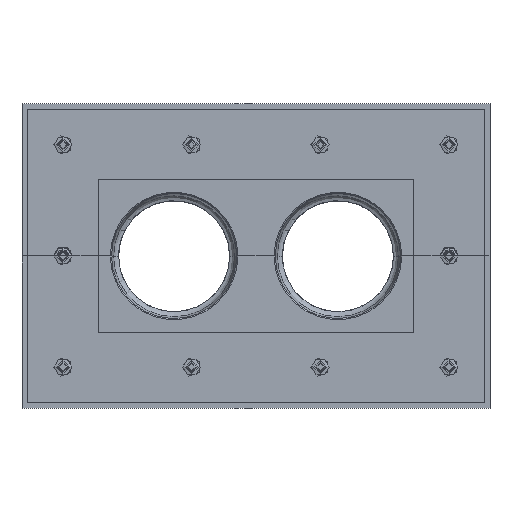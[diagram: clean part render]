
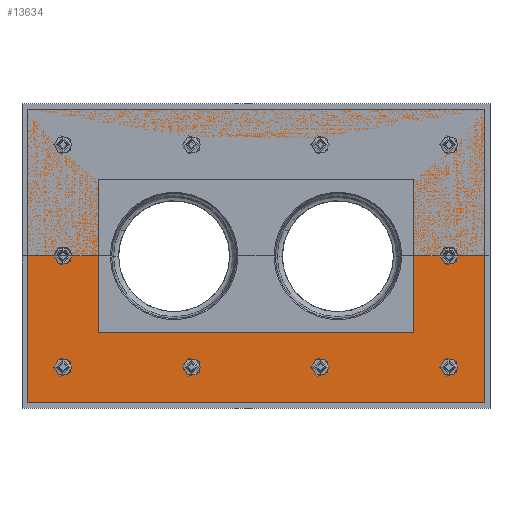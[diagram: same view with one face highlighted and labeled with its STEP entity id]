
A CAD part, top view. The second image highlights one B-rep face of the part: STEP entity #13634.
In plain terms, the highlighted planar face has unit normal (0, 0, 1).
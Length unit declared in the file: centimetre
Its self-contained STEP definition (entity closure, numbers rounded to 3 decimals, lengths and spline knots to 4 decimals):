
#1318=FACE_BOUND('',#6427,.T.);
#1319=FACE_BOUND('',#6428,.T.);
#1320=FACE_BOUND('',#6429,.T.);
#1321=FACE_BOUND('',#6430,.T.);
#1322=FACE_BOUND('',#6431,.T.);
#1323=FACE_BOUND('',#6432,.T.);
#1324=FACE_BOUND('',#6433,.T.);
#1325=FACE_BOUND('',#6434,.T.);
#1326=FACE_BOUND('',#6435,.T.);
#1327=FACE_BOUND('',#6436,.T.);
#1328=FACE_BOUND('',#6437,.T.);
#2987=LINE('',#22025,#4217);
#2990=LINE('',#22031,#4220);
#2993=LINE('',#22037,#4223);
#2996=LINE('',#22041,#4226);
#3004=LINE('',#22079,#4234);
#3007=LINE('',#22085,#4237);
#3010=LINE('',#22091,#4240);
#3013=LINE('',#22095,#4243);
#4217=VECTOR('',#17641,1.);
#4220=VECTOR('',#17646,1.);
#4223=VECTOR('',#17651,1.);
#4226=VECTOR('',#17656,1.);
#4234=VECTOR('',#17696,1.);
#4237=VECTOR('',#17701,1.);
#4240=VECTOR('',#17706,1.);
#4243=VECTOR('',#17711,1.);
#5736=FACE_OUTER_BOUND('',#6426,.T.);
#6426=EDGE_LOOP('',(#11934,#11935,#11936,#11937));
#6427=EDGE_LOOP('',(#11938));
#6428=EDGE_LOOP('',(#11939));
#6429=EDGE_LOOP('',(#11940));
#6430=EDGE_LOOP('',(#11941));
#6431=EDGE_LOOP('',(#11942));
#6432=EDGE_LOOP('',(#11943,#11944,#11945,#11946));
#6433=EDGE_LOOP('',(#11947));
#6434=EDGE_LOOP('',(#11948));
#6435=EDGE_LOOP('',(#11949));
#6436=EDGE_LOOP('',(#11950));
#6437=EDGE_LOOP('',(#11951));
#7134=CIRCLE('',#14735,6.);
#7136=CIRCLE('',#14738,6.);
#7138=CIRCLE('',#14741,6.);
#7140=CIRCLE('',#14744,6.);
#7142=CIRCLE('',#14747,6.);
#7144=CIRCLE('',#14754,6.);
#7146=CIRCLE('',#14757,6.);
#7148=CIRCLE('',#14760,6.);
#7150=CIRCLE('',#14763,6.);
#7152=CIRCLE('',#14766,6.);
#8120=VERTEX_POINT('',#21989);
#8122=VERTEX_POINT('',#21995);
#8124=VERTEX_POINT('',#22001);
#8126=VERTEX_POINT('',#22007);
#8128=VERTEX_POINT('',#22013);
#8132=VERTEX_POINT('',#22022);
#8133=VERTEX_POINT('',#22024);
#8135=VERTEX_POINT('',#22030);
#8137=VERTEX_POINT('',#22036);
#8138=VERTEX_POINT('',#22043);
#8140=VERTEX_POINT('',#22049);
#8142=VERTEX_POINT('',#22055);
#8144=VERTEX_POINT('',#22061);
#8146=VERTEX_POINT('',#22067);
#8150=VERTEX_POINT('',#22076);
#8151=VERTEX_POINT('',#22078);
#8153=VERTEX_POINT('',#22084);
#8155=VERTEX_POINT('',#22090);
#9424=EDGE_CURVE('',#8120,#8120,#7134,.T.);
#9427=EDGE_CURVE('',#8122,#8122,#7136,.T.);
#9430=EDGE_CURVE('',#8124,#8124,#7138,.T.);
#9433=EDGE_CURVE('',#8126,#8126,#7140,.T.);
#9436=EDGE_CURVE('',#8128,#8128,#7142,.T.);
#9441=EDGE_CURVE('',#8133,#8132,#2987,.T.);
#9444=EDGE_CURVE('',#8135,#8133,#2990,.T.);
#9447=EDGE_CURVE('',#8137,#8135,#2993,.T.);
#9450=EDGE_CURVE('',#8132,#8137,#2996,.T.);
#9451=EDGE_CURVE('',#8138,#8138,#7144,.T.);
#9454=EDGE_CURVE('',#8140,#8140,#7146,.T.);
#9457=EDGE_CURVE('',#8142,#8142,#7148,.T.);
#9460=EDGE_CURVE('',#8144,#8144,#7150,.T.);
#9463=EDGE_CURVE('',#8146,#8146,#7152,.T.);
#9468=EDGE_CURVE('',#8151,#8150,#3004,.T.);
#9471=EDGE_CURVE('',#8153,#8151,#3007,.T.);
#9474=EDGE_CURVE('',#8155,#8153,#3010,.T.);
#9477=EDGE_CURVE('',#8150,#8155,#3013,.T.);
#11934=ORIENTED_EDGE('',*,*,#9477,.T.);
#11935=ORIENTED_EDGE('',*,*,#9474,.T.);
#11936=ORIENTED_EDGE('',*,*,#9471,.T.);
#11937=ORIENTED_EDGE('',*,*,#9468,.T.);
#11938=ORIENTED_EDGE('',*,*,#9463,.T.);
#11939=ORIENTED_EDGE('',*,*,#9460,.T.);
#11940=ORIENTED_EDGE('',*,*,#9457,.T.);
#11941=ORIENTED_EDGE('',*,*,#9454,.T.);
#11942=ORIENTED_EDGE('',*,*,#9451,.T.);
#11943=ORIENTED_EDGE('',*,*,#9450,.T.);
#11944=ORIENTED_EDGE('',*,*,#9447,.T.);
#11945=ORIENTED_EDGE('',*,*,#9444,.T.);
#11946=ORIENTED_EDGE('',*,*,#9441,.T.);
#11947=ORIENTED_EDGE('',*,*,#9436,.T.);
#11948=ORIENTED_EDGE('',*,*,#9433,.T.);
#11949=ORIENTED_EDGE('',*,*,#9430,.T.);
#11950=ORIENTED_EDGE('',*,*,#9427,.T.);
#11951=ORIENTED_EDGE('',*,*,#9424,.T.);
#13068=PLANE('',#14772);
#13634=ADVANCED_FACE('',(#5736,#1318,#1319,#1320,#1321,#1322,#1323,#1324,
#1325,#1326,#1327,#1328),#13068,.T.);
#14735=AXIS2_PLACEMENT_3D('',#21990,#17604,#17605);
#14738=AXIS2_PLACEMENT_3D('',#21996,#17611,#17612);
#14741=AXIS2_PLACEMENT_3D('',#22002,#17618,#17619);
#14744=AXIS2_PLACEMENT_3D('',#22008,#17625,#17626);
#14747=AXIS2_PLACEMENT_3D('',#22014,#17632,#17633);
#14754=AXIS2_PLACEMENT_3D('',#22044,#17659,#17660);
#14757=AXIS2_PLACEMENT_3D('',#22050,#17666,#17667);
#14760=AXIS2_PLACEMENT_3D('',#22056,#17673,#17674);
#14763=AXIS2_PLACEMENT_3D('',#22062,#17680,#17681);
#14766=AXIS2_PLACEMENT_3D('',#22068,#17687,#17688);
#14772=AXIS2_PLACEMENT_3D('',#22096,#17712,#17713);
#17604=DIRECTION('center_axis',(0.,0.,-1.));
#17605=DIRECTION('ref_axis',(1.,0.,0.));
#17611=DIRECTION('center_axis',(0.,0.,-1.));
#17612=DIRECTION('ref_axis',(-1.,0.,0.));
#17618=DIRECTION('center_axis',(0.,0.,-1.));
#17619=DIRECTION('ref_axis',(1.,0.,0.));
#17625=DIRECTION('center_axis',(0.,0.,-1.));
#17626=DIRECTION('ref_axis',(-1.,0.,0.));
#17632=DIRECTION('center_axis',(0.,0.,-1.));
#17633=DIRECTION('ref_axis',(-1.,0.,0.));
#17641=DIRECTION('',(1.,0.,0.));
#17646=DIRECTION('',(0.,1.,0.));
#17651=DIRECTION('',(-1.,0.,0.));
#17656=DIRECTION('',(0.,-1.,0.));
#17659=DIRECTION('center_axis',(0.,0.,-1.));
#17660=DIRECTION('ref_axis',(-1.,0.,0.));
#17666=DIRECTION('center_axis',(0.,0.,-1.));
#17667=DIRECTION('ref_axis',(1.,0.,0.));
#17673=DIRECTION('center_axis',(0.,0.,-1.));
#17674=DIRECTION('ref_axis',(1.,0.,0.));
#17680=DIRECTION('center_axis',(0.,0.,-1.));
#17681=DIRECTION('ref_axis',(1.,0.,0.));
#17687=DIRECTION('center_axis',(0.,0.,-1.));
#17688=DIRECTION('ref_axis',(1.,0.,0.));
#17696=DIRECTION('',(-1.,0.,0.));
#17701=DIRECTION('',(0.,1.,0.));
#17706=DIRECTION('',(1.,0.,0.));
#17711=DIRECTION('',(0.,-1.,0.));
#17712=DIRECTION('center_axis',(0.,0.,1.));
#17713=DIRECTION('ref_axis',(1.,0.,0.));
#21989=CARTESIAN_POINT('',(-101.,-95.,12.));
#21990=CARTESIAN_POINT('Origin',(-95.,-95.,12.));
#21995=CARTESIAN_POINT('',(-89.,95.,12.));
#21996=CARTESIAN_POINT('Origin',(-95.,95.,12.));
#22001=CARTESIAN_POINT('',(119.,-95.,12.));
#22002=CARTESIAN_POINT('Origin',(125.,-95.,12.));
#22007=CARTESIAN_POINT('',(21.,95.,12.));
#22008=CARTESIAN_POINT('Origin',(15.,95.,12.));
#22013=CARTESIAN_POINT('',(131.,95.,12.));
#22014=CARTESIAN_POINT('Origin',(125.,95.,12.));
#22022=CARTESIAN_POINT('',(205.,65.,12.));
#22024=CARTESIAN_POINT('',(-65.,65.,12.));
#22025=CARTESIAN_POINT('',(-65.,65.,12.));
#22030=CARTESIAN_POINT('',(-65.,-65.,12.));
#22031=CARTESIAN_POINT('',(-65.,-65.,12.));
#22036=CARTESIAN_POINT('',(205.,-65.,12.));
#22037=CARTESIAN_POINT('',(205.,-65.,12.));
#22041=CARTESIAN_POINT('',(205.,65.,12.));
#22043=CARTESIAN_POINT('',(241.,95.,12.));
#22044=CARTESIAN_POINT('Origin',(235.,95.,12.));
#22049=CARTESIAN_POINT('',(229.,0.,12.));
#22050=CARTESIAN_POINT('Origin',(235.,0.,12.));
#22055=CARTESIAN_POINT('',(229.,-95.,12.));
#22056=CARTESIAN_POINT('Origin',(235.,-95.,12.));
#22061=CARTESIAN_POINT('',(9.,-95.,12.));
#22062=CARTESIAN_POINT('Origin',(15.,-95.,12.));
#22067=CARTESIAN_POINT('',(-101.,0.,12.));
#22068=CARTESIAN_POINT('Origin',(-95.,0.,
12.));
#22076=CARTESIAN_POINT('',(-125.,125.,12.));
#22078=CARTESIAN_POINT('',(265.,125.,12.));
#22079=CARTESIAN_POINT('',(265.,125.,12.));
#22084=CARTESIAN_POINT('',(265.,-125.,12.));
#22085=CARTESIAN_POINT('',(265.,-125.,12.));
#22090=CARTESIAN_POINT('',(-125.,-125.,12.));
#22091=CARTESIAN_POINT('',(-125.,-125.,12.));
#22095=CARTESIAN_POINT('',(-125.,125.,12.));
#22096=CARTESIAN_POINT('Origin',(70.,0.,
12.));
